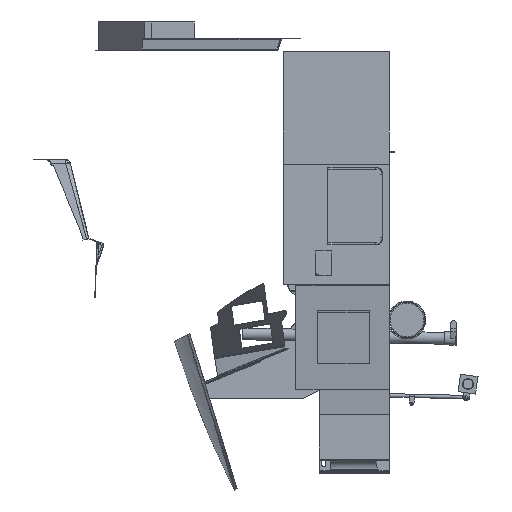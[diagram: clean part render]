
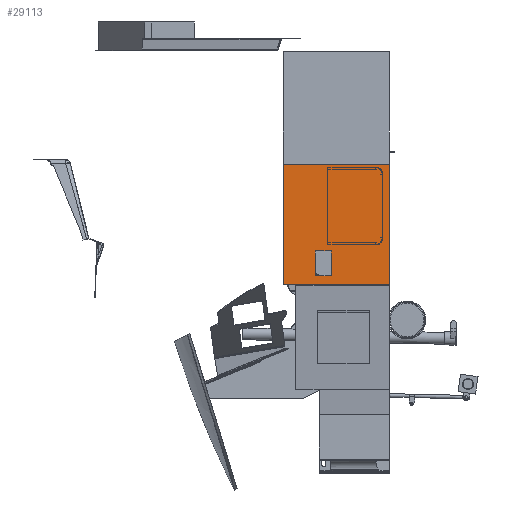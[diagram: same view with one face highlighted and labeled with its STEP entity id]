
A CAD part, left-side view. The second image highlights one B-rep face of the part: STEP entity #29113.
In plain terms, the highlighted planar face has unit normal (-1, 0, 0).
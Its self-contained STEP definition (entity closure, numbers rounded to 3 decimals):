
#401 = LINE ( 'NONE', #5183, #21589 ) ;
#931 = DIRECTION ( 'NONE',  ( 0., 1., 0. ) ) ;
#2323 = VERTEX_POINT ( 'NONE', #47427 ) ;
#2856 = ORIENTED_EDGE ( 'NONE', *, *, #52910, .T. ) ;
#3599 = DIRECTION ( 'NONE',  ( 0., -1., 0. ) ) ;
#3855 = VERTEX_POINT ( 'NONE', #24367 ) ;
#3940 = ORIENTED_EDGE ( 'NONE', *, *, #18198, .F. ) ;
#3998 = VECTOR ( 'NONE', #48164, 1000. ) ;
#5183 = CARTESIAN_POINT ( 'NONE',  ( 0., 316.32, -475. ) ) ;
#5640 = CARTESIAN_POINT ( 'NONE',  ( 0., 316.32, -475. ) ) ;
#5724 = EDGE_CURVE ( 'NONE', #43829, #42966, #26514, .T. ) ;
#5852 = CARTESIAN_POINT ( 'NONE',  ( 0., 454., 0. ) ) ;
#8308 = CARTESIAN_POINT ( 'NONE',  ( 0., 0., 0. ) ) ;
#8394 = EDGE_CURVE ( 'NONE', #29182, #47669, #401, .T. ) ;
#9162 = VERTEX_POINT ( 'NONE', #27709 ) ;
#10198 = LINE ( 'NONE', #8308, #53845 ) ;
#10506 = CARTESIAN_POINT ( 'NONE',  ( 0., 248., -475. ) ) ;
#11625 = VECTOR ( 'NONE', #27515, 1000. ) ;
#12373 = ORIENTED_EDGE ( 'NONE', *, *, #8394, .T. ) ;
#12635 = ORIENTED_EDGE ( 'NONE', *, *, #13263, .T. ) ;
#12772 = ORIENTED_EDGE ( 'NONE', *, *, #5724, .F. ) ;
#12977 = LINE ( 'NONE', #33176, #24200 ) ;
#13263 = EDGE_CURVE ( 'NONE', #3855, #44538, #12977, .T. ) ;
#13420 = DIRECTION ( 'NONE',  ( 0., -1., 0. ) ) ;
#14464 = VECTOR ( 'NONE', #23791, 1000. ) ;
#15889 = EDGE_LOOP ( 'NONE', ( #12635, #2856, #12373, #29633 ) ) ;
#16002 = ORIENTED_EDGE ( 'NONE', *, *, #17931, .F. ) ;
#17931 = EDGE_CURVE ( 'NONE', #2323, #43829, #48174, .T. ) ;
#18198 = EDGE_CURVE ( 'NONE', #42966, #9162, #54390, .T. ) ;
#19886 = FACE_OUTER_BOUND ( 'NONE', #38906, .T. ) ;
#21589 = VECTOR ( 'NONE', #931, 1000. ) ;
#21993 = VECTOR ( 'NONE', #13420, 1000. ) ;
#22314 = EDGE_CURVE ( 'NONE', #47669, #3855, #53944, .T. ) ;
#22841 = LINE ( 'NONE', #10506, #11625 ) ;
#23172 = DIRECTION ( 'NONE',  ( -1., 0., 0. ) ) ;
#23791 = DIRECTION ( 'NONE',  ( 0., 1., 0. ) ) ;
#24200 = VECTOR ( 'NONE', #3599, 1000. ) ;
#24367 = CARTESIAN_POINT ( 'NONE',  ( 0., 316.32, -369.82 ) ) ;
#25970 = CARTESIAN_POINT ( 'NONE',  ( 0., 0., 0. ) ) ;
#26514 = LINE ( 'NONE', #5852, #3998 ) ;
#27515 = DIRECTION ( 'NONE',  ( 0., 0., -1. ) ) ;
#27709 = CARTESIAN_POINT ( 'NONE',  ( 0., 0., 0. ) ) ;
#29113 = ADVANCED_FACE ( 'NONE', ( #32444, #19886 ), #31498, .T. ) ;
#29182 = VERTEX_POINT ( 'NONE', #36636 ) ;
#29633 = ORIENTED_EDGE ( 'NONE', *, *, #22314, .T. ) ;
#31457 = VECTOR ( 'NONE', #48213, 1000. ) ;
#31498 = PLANE ( 'NONE',  #37089 ) ;
#32444 = FACE_BOUND ( 'NONE', #15889, .T. ) ;
#32557 = CARTESIAN_POINT ( 'NONE',  ( 0., 454., 0. ) ) ;
#33176 = CARTESIAN_POINT ( 'NONE',  ( 0., 316.32, -369.82 ) ) ;
#36132 = CARTESIAN_POINT ( 'NONE',  ( 0., 454., -515. ) ) ;
#36358 = ORIENTED_EDGE ( 'NONE', *, *, #40321, .F. ) ;
#36636 = CARTESIAN_POINT ( 'NONE',  ( 0., 248., -475. ) ) ;
#37089 = AXIS2_PLACEMENT_3D ( 'NONE', #48485, #23172, #52748 ) ;
#38906 = EDGE_LOOP ( 'NONE', ( #3940, #12772, #16002, #36358 ) ) ;
#40321 = EDGE_CURVE ( 'NONE', #9162, #2323, #10198, .T. ) ;
#40596 = CARTESIAN_POINT ( 'NONE',  ( 0., 0., -515. ) ) ;
#42966 = VERTEX_POINT ( 'NONE', #32557 ) ;
#43829 = VERTEX_POINT ( 'NONE', #36132 ) ;
#43953 = CARTESIAN_POINT ( 'NONE',  ( 0., 316.32, -475. ) ) ;
#44538 = VERTEX_POINT ( 'NONE', #49387 ) ;
#46393 = DIRECTION ( 'NONE',  ( 0., 0., -1. ) ) ;
#47427 = CARTESIAN_POINT ( 'NONE',  ( 0., 0., -515. ) ) ;
#47669 = VERTEX_POINT ( 'NONE', #5640 ) ;
#48164 = DIRECTION ( 'NONE',  ( 0., 0., 1. ) ) ;
#48174 = LINE ( 'NONE', #40596, #14464 ) ;
#48213 = DIRECTION ( 'NONE',  ( 0., 0., 1. ) ) ;
#48485 = CARTESIAN_POINT ( 'NONE',  ( 0., 0., 0. ) ) ;
#49387 = CARTESIAN_POINT ( 'NONE',  ( 0., 248., -369.82 ) ) ;
#52748 = DIRECTION ( 'NONE',  ( 0., 0., 1. ) ) ;
#52910 = EDGE_CURVE ( 'NONE', #44538, #29182, #22841, .T. ) ;
#53845 = VECTOR ( 'NONE', #46393, 1000. ) ;
#53944 = LINE ( 'NONE', #43953, #31457 ) ;
#54390 = LINE ( 'NONE', #25970, #21993 ) ;
